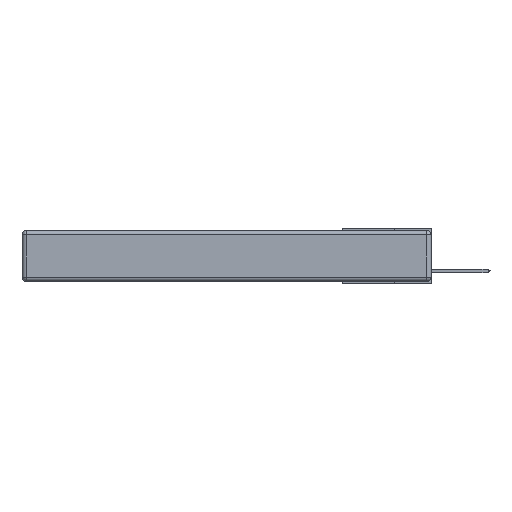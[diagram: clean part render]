
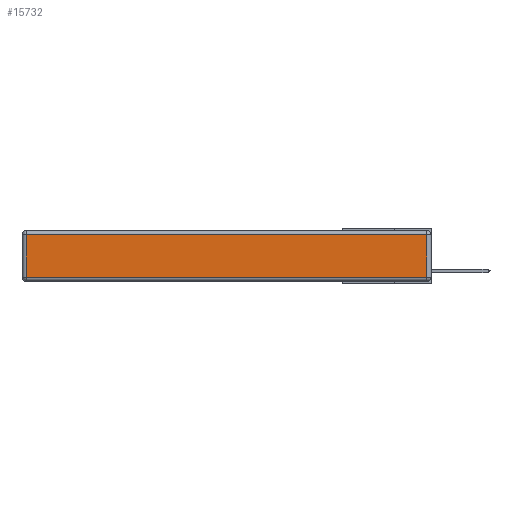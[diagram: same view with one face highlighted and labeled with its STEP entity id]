
A CAD part, left-side view. The second image highlights one B-rep face of the part: STEP entity #15732.
In plain terms, the highlighted planar face has unit normal (-1, 0, 0).
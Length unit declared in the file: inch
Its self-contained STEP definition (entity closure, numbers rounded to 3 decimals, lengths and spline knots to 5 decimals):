
#826 = CARTESIAN_POINT ( 'NONE',  ( 0., 0.03, -0.343 ) ) ;
#884 = CARTESIAN_POINT ( 'NONE',  ( 0., 0.03, -0.03 ) ) ;
#964 = CARTESIAN_POINT ( 'NONE',  ( 0., 2.75, -0.03 ) ) ;
#1040 = AXIS2_PLACEMENT_3D ( 'NONE', #7409, #3606, #3665 ) ;
#1814 = CARTESIAN_POINT ( 'NONE',  ( 0., 2.72, -0.313 ) ) ;
#2243 = DIRECTION ( 'NONE',  ( 0., 1., 0. ) ) ;
#2509 = ORIENTED_EDGE ( 'NONE', *, *, #13052, .T. ) ;
#3375 = VECTOR ( 'NONE', #8015, 39.37008 ) ;
#3470 = LINE ( 'NONE', #14549, #13055 ) ;
#3489 = FACE_OUTER_BOUND ( 'NONE', #14674, .T. ) ;
#3606 = DIRECTION ( 'NONE',  ( -1., 0., 0. ) ) ;
#3665 = DIRECTION ( 'NONE',  ( 0., 0., 1. ) ) ;
#6281 = PLANE ( 'NONE',  #1040 ) ;
#6346 = DIRECTION ( 'NONE',  ( 0., 0., 1. ) ) ;
#6479 = VERTEX_POINT ( 'NONE', #12052 ) ;
#7239 = VECTOR ( 'NONE', #6346, 39.37008 ) ;
#7409 = CARTESIAN_POINT ( 'NONE',  ( 0., 0., -0.343 ) ) ;
#7735 = CARTESIAN_POINT ( 'NONE',  ( 0., 0., -0.313 ) ) ;
#8015 = DIRECTION ( 'NONE',  ( 0., -1., 0. ) ) ;
#8359 = LINE ( 'NONE', #964, #13814 ) ;
#8426 = ORIENTED_EDGE ( 'NONE', *, *, #14396, .T. ) ;
#8486 = VERTEX_POINT ( 'NONE', #1814 ) ;
#8513 = EDGE_CURVE ( 'NONE', #13013, #15376, #8359, .T. ) ;
#9079 = LINE ( 'NONE', #7735, #3375 ) ;
#9261 = CARTESIAN_POINT ( 'NONE',  ( 0., 2.72, -0.03 ) ) ;
#10218 = ORIENTED_EDGE ( 'NONE', *, *, #8513, .T. ) ;
#12052 = CARTESIAN_POINT ( 'NONE',  ( 0., 0.03, -0.313 ) ) ;
#12077 = DIRECTION ( 'NONE',  ( 0., 0., -1. ) ) ;
#13013 = VERTEX_POINT ( 'NONE', #884 ) ;
#13052 = EDGE_CURVE ( 'NONE', #6479, #13013, #13684, .T. ) ;
#13055 = VECTOR ( 'NONE', #12077, 39.37008 ) ;
#13580 = ORIENTED_EDGE ( 'NONE', *, *, #15909, .T. ) ;
#13684 = LINE ( 'NONE', #826, #7239 ) ;
#13814 = VECTOR ( 'NONE', #2243, 39.37008 ) ;
#14396 = EDGE_CURVE ( 'NONE', #8486, #6479, #9079, .T. ) ;
#14549 = CARTESIAN_POINT ( 'NONE',  ( 0., 2.72, -0.343 ) ) ;
#14674 = EDGE_LOOP ( 'NONE', ( #8426, #2509, #10218, #13580 ) ) ;
#15376 = VERTEX_POINT ( 'NONE', #9261 ) ;
#15732 = ADVANCED_FACE ( 'NONE', ( #3489 ), #6281, .T. ) ;
#15909 = EDGE_CURVE ( 'NONE', #15376, #8486, #3470, .T. ) ;
